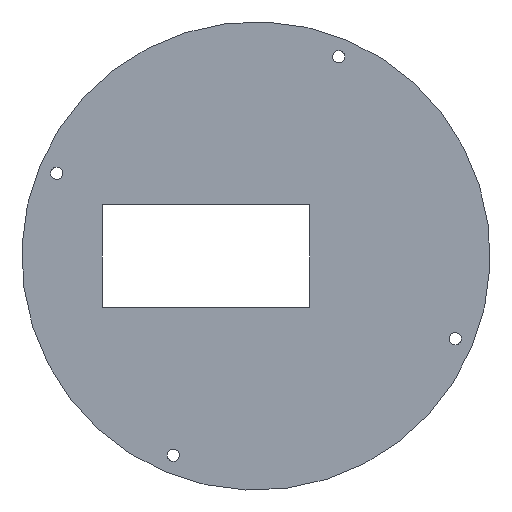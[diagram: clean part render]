
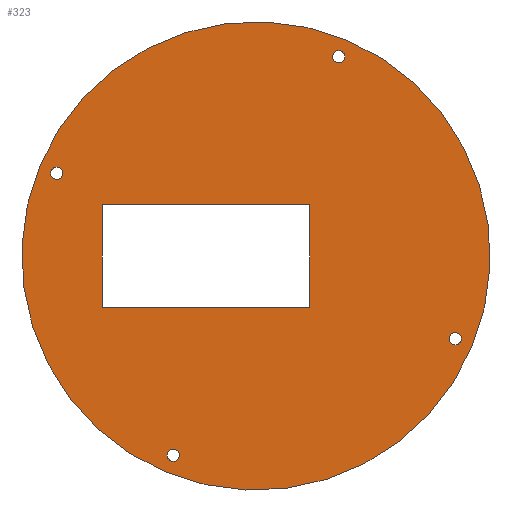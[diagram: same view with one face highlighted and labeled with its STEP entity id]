
A CAD part, front view. The second image highlights one B-rep face of the part: STEP entity #323.
In plain terms, the highlighted planar face has unit normal (0, -1, 0).
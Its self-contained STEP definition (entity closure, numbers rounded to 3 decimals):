
#1 = AXIS2_PLACEMENT_3D ( 'NONE', #648, #655, #400 ) ;
#4 = EDGE_CURVE ( 'NONE', #579, #289, #494, .T. ) ;
#6 = DIRECTION ( 'NONE',  ( 0., 0., 1. ) ) ;
#12 = ORIENTED_EDGE ( 'NONE', *, *, #656, .F. ) ;
#17 = CARTESIAN_POINT ( 'NONE',  ( 59.577, 171.864, 204.167 ) ) ;
#27 = DIRECTION ( 'NONE',  ( 0., -1., 0. ) ) ;
#36 = FACE_BOUND ( 'NONE', #136, .T. ) ;
#37 = VERTEX_POINT ( 'NONE', #76 ) ;
#38 = CARTESIAN_POINT ( 'NONE',  ( 73.458, 171.864, 162.613 ) ) ;
#49 = CIRCLE ( 'NONE', #488, 1.25 ) ;
#59 = ORIENTED_EDGE ( 'NONE', *, *, #613, .F. ) ;
#61 = CARTESIAN_POINT ( 'NONE',  ( 101.577, 171.864, 193.817 ) ) ;
#62 = EDGE_LOOP ( 'NONE', ( #632, #59 ) ) ;
#75 = ORIENTED_EDGE ( 'NONE', *, *, #153, .F. ) ;
#76 = CARTESIAN_POINT ( 'NONE',  ( 74.417, 171.864, 164.922 ) ) ;
#77 = DIRECTION ( 'NONE',  ( -0.384, 0., -0.923 ) ) ;
#84 = CARTESIAN_POINT ( 'NONE',  ( 90.727, 171.864, 193.817 ) ) ;
#85 = DIRECTION ( 'NONE',  ( 1., 0., 0. ) ) ;
#87 = DIRECTION ( 'NONE',  ( 0.384, 0., 0.923 ) ) ;
#90 = VECTOR ( 'NONE', #85, 1000. ) ;
#98 = CIRCLE ( 'NONE', #196, 1.25 ) ;
#104 = DIRECTION ( 'NONE',  ( 0., -1., 0. ) ) ;
#105 = DIRECTION ( 'NONE',  ( 0.384, 0., 0.923 ) ) ;
#108 = VERTEX_POINT ( 'NONE', #411 ) ;
#110 = EDGE_CURVE ( 'NONE', #575, #37, #476, .T. ) ;
#118 = CARTESIAN_POINT ( 'NONE',  ( 73.938, 171.864, 163.767 ) ) ;
#127 = EDGE_CURVE ( 'NONE', #108, #589, #49, .T. ) ;
#129 = VECTOR ( 'NONE', #6, 1000. ) ;
#132 = DIRECTION ( 'NONE',  ( -0.384, 0., -0.923 ) ) ;
#134 = CARTESIAN_POINT ( 'NONE',  ( 90.727, 171.864, 204.167 ) ) ;
#136 = EDGE_LOOP ( 'NONE', ( #598, #159 ) ) ;
#150 = AXIS2_PLACEMENT_3D ( 'NONE', #480, #170, #578 ) ;
#153 = EDGE_CURVE ( 'NONE', #421, #195, #366, .T. ) ;
#156 = EDGE_CURVE ( 'NONE', #554, #549, #228, .T. ) ;
#159 = ORIENTED_EDGE ( 'NONE', *, *, #156, .F. ) ;
#162 = AXIS2_PLACEMENT_3D ( 'NONE', #304, #561, #105 ) ;
#170 = DIRECTION ( 'NONE',  ( 0., 1., 0. ) ) ;
#172 = AXIS2_PLACEMENT_3D ( 'NONE', #541, #627, #77 ) ;
#180 = ORIENTED_EDGE ( 'NONE', *, *, #259, .T. ) ;
#188 = DIRECTION ( 'NONE',  ( -1., 0., 0. ) ) ;
#195 = VERTEX_POINT ( 'NONE', #253 ) ;
#196 = AXIS2_PLACEMENT_3D ( 'NONE', #529, #27, #393 ) ;
#208 = DIRECTION ( 'NONE',  ( 0., -1., 0. ) ) ;
#211 = DIRECTION ( 'NONE',  ( 0., -1., 0. ) ) ;
#225 = CARTESIAN_POINT ( 'NONE',  ( 59.577, 171.864, 214.517 ) ) ;
#228 = CIRCLE ( 'NONE', #375, 1.25 ) ;
#230 = ORIENTED_EDGE ( 'NONE', *, *, #268, .F. ) ;
#235 = VERTEX_POINT ( 'NONE', #61 ) ;
#237 = CARTESIAN_POINT ( 'NONE',  ( 131.607, 171.864, 188.532 ) ) ;
#246 = DIRECTION ( 'NONE',  ( 0., 0., -1. ) ) ;
#248 = PLANE ( 'NONE',  #266 ) ;
#253 = CARTESIAN_POINT ( 'NONE',  ( 72.499, 171.864, 160.304 ) ) ;
#259 = EDGE_CURVE ( 'NONE', #302, #579, #277, .T. ) ;
#264 = EDGE_CURVE ( 'NONE', #195, #421, #576, .T. ) ;
#266 = AXIS2_PLACEMENT_3D ( 'NONE', #134, #547, #87 ) ;
#268 = EDGE_CURVE ( 'NONE', #37, #575, #600, .T. ) ;
#277 = LINE ( 'NONE', #17, #129 ) ;
#278 = EDGE_LOOP ( 'NONE', ( #349, #75 ) ) ;
#280 = CARTESIAN_POINT ( 'NONE',  ( 107.997, 171.864, 245.722 ) ) ;
#285 = ORIENTED_EDGE ( 'NONE', *, *, #4, .T. ) ;
#286 = DIRECTION ( 'NONE',  ( 0., -1., 0. ) ) ;
#288 = VERTEX_POINT ( 'NONE', #337 ) ;
#289 = VERTEX_POINT ( 'NONE', #492 ) ;
#302 = VERTEX_POINT ( 'NONE', #348 ) ;
#304 = CARTESIAN_POINT ( 'NONE',  ( 90.727, 171.864, 204.167 ) ) ;
#306 = DIRECTION ( 'NONE',  ( -0.384, 0., -0.923 ) ) ;
#311 = EDGE_CURVE ( 'NONE', #235, #302, #381, .T. ) ;
#323 = ADVANCED_FACE ( 'NONE', ( #585, #343, #495, #443, #500, #36 ), #248, .F. ) ;
#335 = DIRECTION ( 'NONE',  ( 0., -1., 0. ) ) ;
#337 = CARTESIAN_POINT ( 'NONE',  ( 107.037, 171.864, 243.413 ) ) ;
#342 = LINE ( 'NONE', #429, #630 ) ;
#343 = FACE_OUTER_BOUND ( 'NONE', #278, .T. ) ;
#344 = EDGE_LOOP ( 'NONE', ( #548, #230 ) ) ;
#348 = CARTESIAN_POINT ( 'NONE',  ( 59.577, 171.864, 193.817 ) ) ;
#349 = ORIENTED_EDGE ( 'NONE', *, *, #264, .F. ) ;
#363 = CARTESIAN_POINT ( 'NONE',  ( 131.127, 171.864, 187.378 ) ) ;
#366 = CIRCLE ( 'NONE', #162, 47.5 ) ;
#375 = AXIS2_PLACEMENT_3D ( 'NONE', #363, #104, #306 ) ;
#381 = LINE ( 'NONE', #84, #551 ) ;
#384 = CARTESIAN_POINT ( 'NONE',  ( 131.127, 171.864, 187.378 ) ) ;
#393 = DIRECTION ( 'NONE',  ( -0.384, 0., -0.923 ) ) ;
#400 = DIRECTION ( 'NONE',  ( -0.384, 0., -0.923 ) ) ;
#411 = CARTESIAN_POINT ( 'NONE',  ( 49.847, 171.864, 219.803 ) ) ;
#414 = CARTESIAN_POINT ( 'NONE',  ( 108.956, 171.864, 248.03 ) ) ;
#416 = ORIENTED_EDGE ( 'NONE', *, *, #311, .T. ) ;
#417 = CIRCLE ( 'NONE', #577, 1.25 ) ;
#421 = VERTEX_POINT ( 'NONE', #414 ) ;
#429 = CARTESIAN_POINT ( 'NONE',  ( 101.577, 171.864, 204.167 ) ) ;
#443 = FACE_BOUND ( 'NONE', #62, .T. ) ;
#449 = ORIENTED_EDGE ( 'NONE', *, *, #546, .T. ) ;
#464 = CIRCLE ( 'NONE', #172, 1.25 ) ;
#474 = VERTEX_POINT ( 'NONE', #280 ) ;
#476 = CIRCLE ( 'NONE', #1, 1.25 ) ;
#480 = CARTESIAN_POINT ( 'NONE',  ( 90.727, 171.864, 204.167 ) ) ;
#481 = EDGE_LOOP ( 'NONE', ( #12, #636 ) ) ;
#482 = CARTESIAN_POINT ( 'NONE',  ( 107.517, 171.864, 244.568 ) ) ;
#485 = CARTESIAN_POINT ( 'NONE',  ( 130.648, 171.864, 186.223 ) ) ;
#488 = AXIS2_PLACEMENT_3D ( 'NONE', #612, #208, #605 ) ;
#492 = CARTESIAN_POINT ( 'NONE',  ( 101.577, 171.864, 214.517 ) ) ;
#494 = LINE ( 'NONE', #637, #90 ) ;
#495 = FACE_BOUND ( 'NONE', #481, .T. ) ;
#500 = FACE_BOUND ( 'NONE', #344, .T. ) ;
#529 = CARTESIAN_POINT ( 'NONE',  ( 107.517, 171.864, 244.568 ) ) ;
#541 = CARTESIAN_POINT ( 'NONE',  ( 50.327, 171.864, 220.957 ) ) ;
#546 = EDGE_CURVE ( 'NONE', #289, #235, #342, .T. ) ;
#547 = DIRECTION ( 'NONE',  ( 0., 1., 0. ) ) ;
#548 = ORIENTED_EDGE ( 'NONE', *, *, #110, .F. ) ;
#549 = VERTEX_POINT ( 'NONE', #485 ) ;
#551 = VECTOR ( 'NONE', #188, 1000. ) ;
#552 = AXIS2_PLACEMENT_3D ( 'NONE', #384, #335, #132 ) ;
#554 = VERTEX_POINT ( 'NONE', #237 ) ;
#561 = DIRECTION ( 'NONE',  ( 0., 1., 0. ) ) ;
#575 = VERTEX_POINT ( 'NONE', #38 ) ;
#576 = CIRCLE ( 'NONE', #150, 47.5 ) ;
#577 = AXIS2_PLACEMENT_3D ( 'NONE', #482, #286, #593 ) ;
#578 = DIRECTION ( 'NONE',  ( 0.384, 0., 0.923 ) ) ;
#579 = VERTEX_POINT ( 'NONE', #225 ) ;
#585 = FACE_BOUND ( 'NONE', #619, .T. ) ;
#589 = VERTEX_POINT ( 'NONE', #638 ) ;
#593 = DIRECTION ( 'NONE',  ( -0.384, 0., -0.923 ) ) ;
#598 = ORIENTED_EDGE ( 'NONE', *, *, #628, .F. ) ;
#600 = CIRCLE ( 'NONE', #618, 1.25 ) ;
#605 = DIRECTION ( 'NONE',  ( -0.384, 0., -0.923 ) ) ;
#612 = CARTESIAN_POINT ( 'NONE',  ( 50.327, 171.864, 220.957 ) ) ;
#613 = EDGE_CURVE ( 'NONE', #589, #108, #464, .T. ) ;
#614 = DIRECTION ( 'NONE',  ( -0.384, 0., -0.923 ) ) ;
#618 = AXIS2_PLACEMENT_3D ( 'NONE', #118, #211, #614 ) ;
#619 = EDGE_LOOP ( 'NONE', ( #285, #449, #416, #180 ) ) ;
#620 = CIRCLE ( 'NONE', #552, 1.25 ) ;
#627 = DIRECTION ( 'NONE',  ( 0., -1., 0. ) ) ;
#628 = EDGE_CURVE ( 'NONE', #549, #554, #620, .T. ) ;
#630 = VECTOR ( 'NONE', #246, 1000. ) ;
#632 = ORIENTED_EDGE ( 'NONE', *, *, #127, .F. ) ;
#636 = ORIENTED_EDGE ( 'NONE', *, *, #650, .F. ) ;
#637 = CARTESIAN_POINT ( 'NONE',  ( 90.727, 171.864, 214.517 ) ) ;
#638 = CARTESIAN_POINT ( 'NONE',  ( 50.807, 171.864, 222.111 ) ) ;
#648 = CARTESIAN_POINT ( 'NONE',  ( 73.938, 171.864, 163.767 ) ) ;
#650 = EDGE_CURVE ( 'NONE', #474, #288, #417, .T. ) ;
#655 = DIRECTION ( 'NONE',  ( 0., -1., 0. ) ) ;
#656 = EDGE_CURVE ( 'NONE', #288, #474, #98, .T. ) ;
